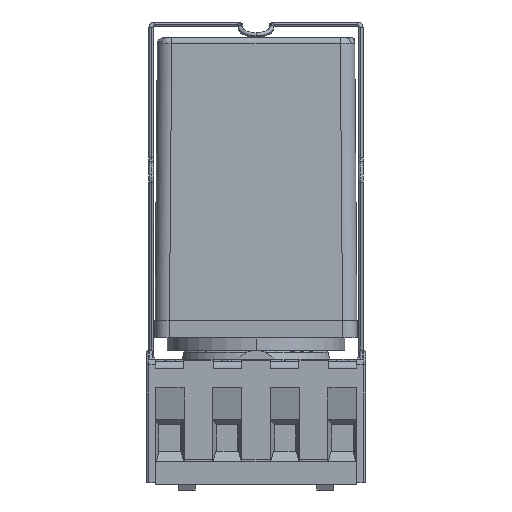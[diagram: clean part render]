
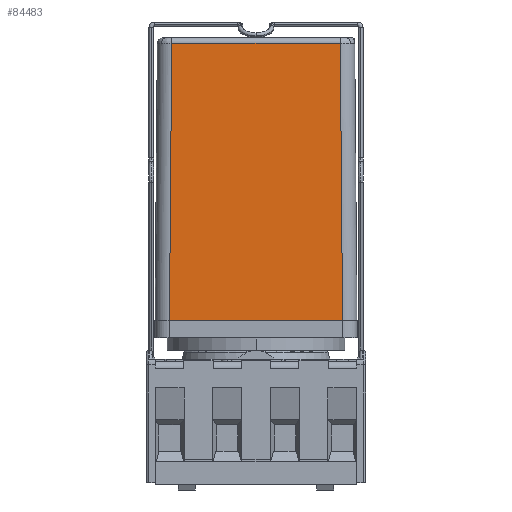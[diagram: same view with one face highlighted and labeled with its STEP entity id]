
A CAD part, front view. The second image highlights one B-rep face of the part: STEP entity #84483.
In plain terms, the highlighted planar face has unit normal (0, -1, 0.008).
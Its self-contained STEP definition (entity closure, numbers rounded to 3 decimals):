
#432 = EDGE_LOOP ( 'NONE', ( #139788, #39042, #132227, #149405 ) ) ;
#3790 = LINE ( 'NONE', #172362, #121218 ) ;
#27021 = CARTESIAN_POINT ( 'NONE',  ( -14.608, -17.108, 72.133 ) ) ;
#32536 = DIRECTION ( 'NONE',  ( 0., -1., 0.008 ) ) ;
#38308 = VECTOR ( 'NONE', #79437, 1000. ) ;
#39042 = ORIENTED_EDGE ( 'NONE', *, *, #146618, .T. ) ;
#40102 = DIRECTION ( 'NONE',  ( 1., 0., 0. ) ) ;
#46085 = AXIS2_PLACEMENT_3D ( 'NONE', #64059, #32536, #185891 ) ;
#64059 = CARTESIAN_POINT ( 'NONE',  ( -17.525, -17.525, 21.075 ) ) ;
#74819 = VERTEX_POINT ( 'NONE', #27021 ) ;
#78917 = DIRECTION ( 'NONE',  ( -1., 0., 0. ) ) ;
#79437 = DIRECTION ( 'NONE',  ( 0.008, -0.008, -1. ) ) ;
#83521 = EDGE_CURVE ( 'NONE', #74819, #149568, #3790, .T. ) ;
#84483 = ADVANCED_FACE ( 'NONE', ( #143129 ), #187196, .T. ) ;
#92929 = CARTESIAN_POINT ( 'NONE',  ( 14.6, -17.1, 73.105 ) ) ;
#93442 = EDGE_CURVE ( 'NONE', #148212, #139520, #162933, .T. ) ;
#121218 = VECTOR ( 'NONE', #192331, 1000. ) ;
#121756 = CARTESIAN_POINT ( 'NONE',  ( 14.608, -17.108, 72.133 ) ) ;
#132227 = ORIENTED_EDGE ( 'NONE', *, *, #93442, .F. ) ;
#132560 = CARTESIAN_POINT ( 'NONE',  ( -50., -17.501, 24.025 ) ) ;
#139492 = VECTOR ( 'NONE', #40102, 1000. ) ;
#139520 = VERTEX_POINT ( 'NONE', #168676 ) ;
#139788 = ORIENTED_EDGE ( 'NONE', *, *, #83521, .T. ) ;
#139908 = CARTESIAN_POINT ( 'NONE',  ( -17.525, -17.108, 72.133 ) ) ;
#143129 = FACE_OUTER_BOUND ( 'NONE', #432, .T. ) ;
#146618 = EDGE_CURVE ( 'NONE', #149568, #139520, #194511, .T. ) ;
#147522 = VECTOR ( 'NONE', #78917, 1000. ) ;
#148212 = VERTEX_POINT ( 'NONE', #121756 ) ;
#149405 = ORIENTED_EDGE ( 'NONE', *, *, #177428, .T. ) ;
#149568 = VERTEX_POINT ( 'NONE', #168337 ) ;
#162933 = LINE ( 'NONE', #92929, #38308 ) ;
#168337 = CARTESIAN_POINT ( 'NONE',  ( -15.001, -17.501, 24.025 ) ) ;
#168676 = CARTESIAN_POINT ( 'NONE',  ( 15.001, -17.501, 24.025 ) ) ;
#172362 = CARTESIAN_POINT ( 'NONE',  ( -14.608, -17.108, 72.133 ) ) ;
#173826 = LINE ( 'NONE', #139908, #147522 ) ;
#177428 = EDGE_CURVE ( 'NONE', #148212, #74819, #173826, .T. ) ;
#185891 = DIRECTION ( 'NONE',  ( 0., -0.008, -1. ) ) ;
#187196 = PLANE ( 'NONE',  #46085 ) ;
#192331 = DIRECTION ( 'NONE',  ( -0.008, -0.008, -1. ) ) ;
#194511 = LINE ( 'NONE', #132560, #139492 ) ;
